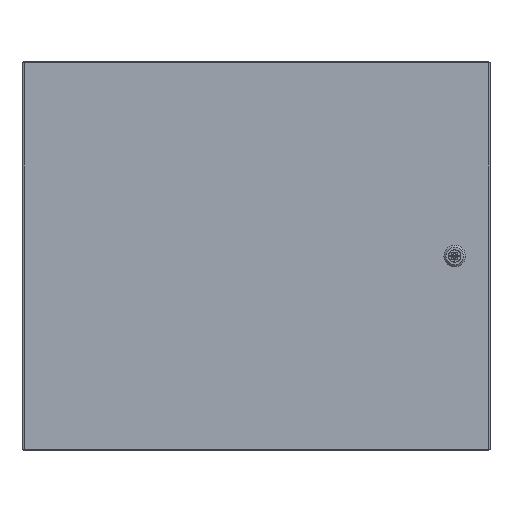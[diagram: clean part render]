
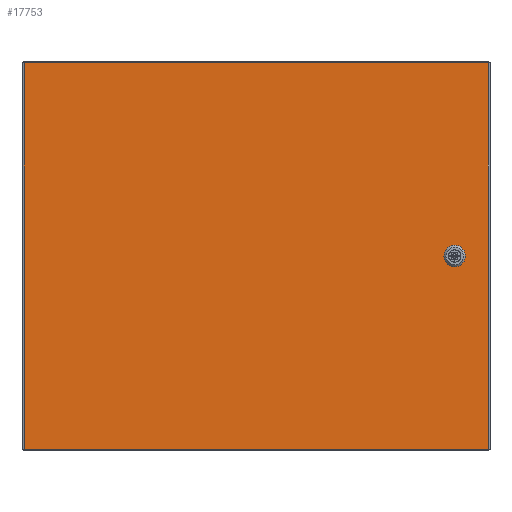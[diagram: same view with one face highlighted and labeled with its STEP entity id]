
A CAD part, front view. The second image highlights one B-rep face of the part: STEP entity #17753.
In plain terms, the highlighted planar face has unit normal (0, -1, 0).
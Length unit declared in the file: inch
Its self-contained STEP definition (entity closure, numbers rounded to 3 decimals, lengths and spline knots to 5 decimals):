
#280 = DIRECTION ( 'NONE',  ( 1., 0., 0. ) ) ;
#407 = LINE ( 'NONE', #13587, #14858 ) ;
#914 = LINE ( 'NONE', #15936, #15795 ) ;
#974 = DIRECTION ( 'NONE',  ( -0.707, 0., -0.707 ) ) ;
#1737 = ORIENTED_EDGE ( 'NONE', *, *, #12386, .T. ) ;
#2971 = EDGE_LOOP ( 'NONE', ( #17540, #20047, #6408, #9976 ) ) ;
#3144 = FACE_OUTER_BOUND ( 'NONE', #2971, .T. ) ;
#3471 = DIRECTION ( 'NONE',  ( 0., -1., 0. ) ) ;
#3692 = CARTESIAN_POINT ( 'NONE',  ( 10.5865, -10.822, -0.2315 ) ) ;
#3786 = CARTESIAN_POINT ( 'NONE',  ( 10.5865, -10.822, -0.2315 ) ) ;
#3879 = CARTESIAN_POINT ( 'NONE',  ( -11.896, -10.822, -9.899 ) ) ;
#4035 = LINE ( 'NONE', #18447, #17304 ) ;
#4310 = ORIENTED_EDGE ( 'NONE', *, *, #16488, .T. ) ;
#4311 = VERTEX_POINT ( 'NONE', #14129 ) ;
#4315 = ORIENTED_EDGE ( 'NONE', *, *, #13571, .T. ) ;
#4451 = CARTESIAN_POINT ( 'NONE',  ( 9.96, -10.822, -0.396 ) ) ;
#4515 = LINE ( 'NONE', #6260, #7772 ) ;
#5326 = LINE ( 'NONE', #3692, #14655 ) ;
#5947 = VERTEX_POINT ( 'NONE', #7949 ) ;
#6260 = CARTESIAN_POINT ( 'NONE',  ( -11.896, -10.822, -9.899 ) ) ;
#6408 = ORIENTED_EDGE ( 'NONE', *, *, #11232, .T. ) ;
#6460 = CARTESIAN_POINT ( 'NONE',  ( 9.7955, -10.822, 0.2305 ) ) ;
#6639 = VERTEX_POINT ( 'NONE', #7863 ) ;
#6849 = CARTESIAN_POINT ( 'NONE',  ( 11.901, -10.822, -9.899 ) ) ;
#7758 = CARTESIAN_POINT ( 'NONE',  ( 9.96, -10.822, 0.395 ) ) ;
#7772 = VECTOR ( 'NONE', #9493, 39.37008 ) ;
#7863 = CARTESIAN_POINT ( 'NONE',  ( -11.896, -10.822, 9.898 ) ) ;
#7911 = EDGE_CURVE ( 'NONE', #20675, #11022, #4035, .T. ) ;
#7949 = CARTESIAN_POINT ( 'NONE',  ( 9.7955, -10.822, 0.2305 ) ) ;
#8040 = CARTESIAN_POINT ( 'NONE',  ( -11.896, -10.822, 9.898 ) ) ;
#8251 = VERTEX_POINT ( 'NONE', #17879 ) ;
#9115 = VERTEX_POINT ( 'NONE', #4451 ) ;
#9374 = VECTOR ( 'NONE', #12026, 39.37008 ) ;
#9402 = EDGE_CURVE ( 'NONE', #5947, #14622, #407, .T. ) ;
#9461 = CARTESIAN_POINT ( 'NONE',  ( 10.422, -10.822, 0.395 ) ) ;
#9493 = DIRECTION ( 'NONE',  ( 0., 0., -1. ) ) ;
#9711 = LINE ( 'NONE', #13274, #21136 ) ;
#9833 = AXIS2_PLACEMENT_3D ( 'NONE', #3879, #3471, #16463 ) ;
#9976 = ORIENTED_EDGE ( 'NONE', *, *, #10600, .T. ) ;
#10104 = LINE ( 'NONE', #15090, #17829 ) ;
#10206 = DIRECTION ( 'NONE',  ( 0.707, 0., -0.707 ) ) ;
#10287 = DIRECTION ( 'NONE',  ( 0., 0., -1. ) ) ;
#10600 = EDGE_CURVE ( 'NONE', #19376, #19687, #10104, .T. ) ;
#11012 = LINE ( 'NONE', #20773, #12586 ) ;
#11022 = VERTEX_POINT ( 'NONE', #11778 ) ;
#11232 = EDGE_CURVE ( 'NONE', #6639, #19376, #4515, .T. ) ;
#11605 = LINE ( 'NONE', #13547, #9374 ) ;
#11633 = EDGE_CURVE ( 'NONE', #4311, #6639, #13110, .T. ) ;
#11744 = DIRECTION ( 'NONE',  ( 0.707, 0., 0.707 ) ) ;
#11778 = CARTESIAN_POINT ( 'NONE',  ( 10.5865, -10.822, 0.2305 ) ) ;
#11922 = EDGE_LOOP ( 'NONE', ( #4315, #19823, #14856, #16773, #20159, #4310, #1737, #17774 ) ) ;
#12026 = DIRECTION ( 'NONE',  ( 0., 0., 1. ) ) ;
#12110 = VECTOR ( 'NONE', #14628, 39.37008 ) ;
#12295 = LINE ( 'NONE', #12621, #15699 ) ;
#12305 = VERTEX_POINT ( 'NONE', #3786 ) ;
#12386 = EDGE_CURVE ( 'NONE', #14549, #9115, #9711, .T. ) ;
#12586 = VECTOR ( 'NONE', #974, 39.37008 ) ;
#12621 = CARTESIAN_POINT ( 'NONE',  ( 9.7955, -10.822, -0.2315 ) ) ;
#12981 = EDGE_CURVE ( 'NONE', #19687, #4311, #11605, .T. ) ;
#13037 = DIRECTION ( 'NONE',  ( 0., 0., 1. ) ) ;
#13110 = LINE ( 'NONE', #8040, #12110 ) ;
#13274 = CARTESIAN_POINT ( 'NONE',  ( 9.96, -10.822, -0.396 ) ) ;
#13547 = CARTESIAN_POINT ( 'NONE',  ( 11.901, -10.822, -9.899 ) ) ;
#13571 = EDGE_CURVE ( 'NONE', #8251, #5947, #16285, .T. ) ;
#13587 = CARTESIAN_POINT ( 'NONE',  ( 9.96, -10.822, 0.395 ) ) ;
#14127 = CARTESIAN_POINT ( 'NONE',  ( 10.422, -10.822, -0.396 ) ) ;
#14129 = CARTESIAN_POINT ( 'NONE',  ( 11.901, -10.822, 9.898 ) ) ;
#14204 = DIRECTION ( 'NONE',  ( 1., 0., 0. ) ) ;
#14549 = VERTEX_POINT ( 'NONE', #14127 ) ;
#14622 = VERTEX_POINT ( 'NONE', #7758 ) ;
#14628 = DIRECTION ( 'NONE',  ( -1., 0., 0. ) ) ;
#14655 = VECTOR ( 'NONE', #10287, 39.37008 ) ;
#14856 = ORIENTED_EDGE ( 'NONE', *, *, #20975, .T. ) ;
#14858 = VECTOR ( 'NONE', #11744, 39.37008 ) ;
#15090 = CARTESIAN_POINT ( 'NONE',  ( -11.896, -10.822, -9.899 ) ) ;
#15699 = VECTOR ( 'NONE', #19237, 39.37008 ) ;
#15795 = VECTOR ( 'NONE', #14204, 39.37008 ) ;
#15936 = CARTESIAN_POINT ( 'NONE',  ( 10.422, -10.822, 0.395 ) ) ;
#16205 = DIRECTION ( 'NONE',  ( -1., 0., 0. ) ) ;
#16285 = LINE ( 'NONE', #6460, #18792 ) ;
#16420 = EDGE_CURVE ( 'NONE', #11022, #12305, #5326, .T. ) ;
#16463 = DIRECTION ( 'NONE',  ( 0., 0., -1. ) ) ;
#16488 = EDGE_CURVE ( 'NONE', #12305, #14549, #11012, .T. ) ;
#16773 = ORIENTED_EDGE ( 'NONE', *, *, #7911, .T. ) ;
#17076 = FACE_BOUND ( 'NONE', #11922, .T. ) ;
#17236 = CARTESIAN_POINT ( 'NONE',  ( -11.896, -10.822, -9.899 ) ) ;
#17304 = VECTOR ( 'NONE', #10206, 39.37008 ) ;
#17540 = ORIENTED_EDGE ( 'NONE', *, *, #12981, .T. ) ;
#17753 = ADVANCED_FACE ( 'NONE', ( #3144, #17076 ), #20433, .T. ) ;
#17774 = ORIENTED_EDGE ( 'NONE', *, *, #17929, .T. ) ;
#17829 = VECTOR ( 'NONE', #280, 39.37008 ) ;
#17879 = CARTESIAN_POINT ( 'NONE',  ( 9.7955, -10.822, -0.2315 ) ) ;
#17929 = EDGE_CURVE ( 'NONE', #9115, #8251, #12295, .T. ) ;
#18447 = CARTESIAN_POINT ( 'NONE',  ( 10.422, -10.822, 0.395 ) ) ;
#18792 = VECTOR ( 'NONE', #13037, 39.37008 ) ;
#19237 = DIRECTION ( 'NONE',  ( -0.707, 0., 0.707 ) ) ;
#19376 = VERTEX_POINT ( 'NONE', #17236 ) ;
#19687 = VERTEX_POINT ( 'NONE', #6849 ) ;
#19823 = ORIENTED_EDGE ( 'NONE', *, *, #9402, .T. ) ;
#20047 = ORIENTED_EDGE ( 'NONE', *, *, #11633, .T. ) ;
#20159 = ORIENTED_EDGE ( 'NONE', *, *, #16420, .T. ) ;
#20433 = PLANE ( 'NONE',  #9833 ) ;
#20675 = VERTEX_POINT ( 'NONE', #9461 ) ;
#20773 = CARTESIAN_POINT ( 'NONE',  ( 10.5865, -10.822, -0.2315 ) ) ;
#20975 = EDGE_CURVE ( 'NONE', #14622, #20675, #914, .T. ) ;
#21136 = VECTOR ( 'NONE', #16205, 39.37008 ) ;
